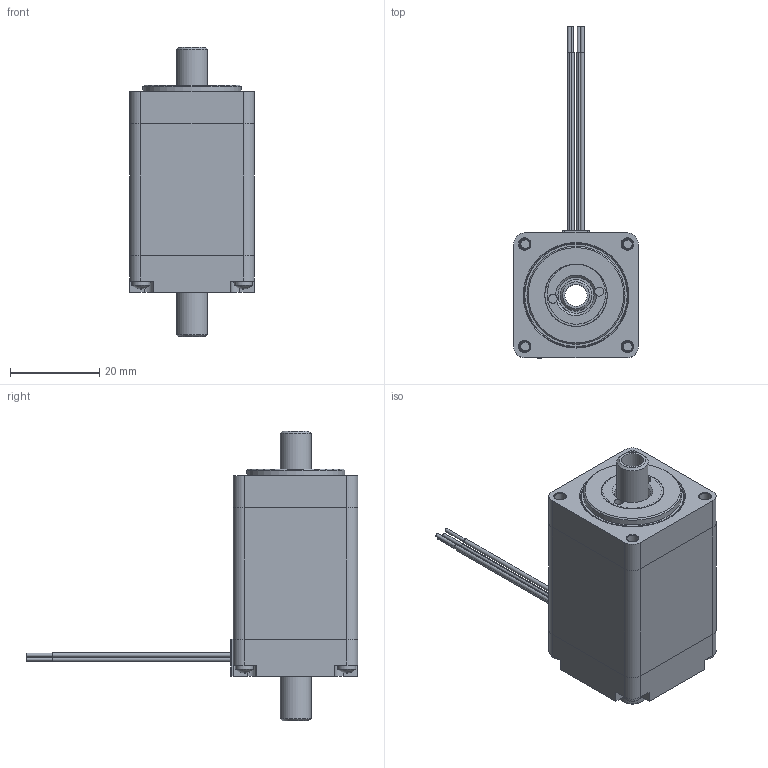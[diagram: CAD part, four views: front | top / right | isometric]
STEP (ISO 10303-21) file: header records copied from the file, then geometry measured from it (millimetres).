
FILE_DESCRIPTION(/* description */ (''),/* implementation_level */ '2;1');
FILE_NAME(/* name */ '11H2045-4D-100.stp',/* time_stamp */ '2020-08-24T14:23:20+08:00',/* author */ ('dzp-qch5853'),/* organization */ (''),/* preprocessor_version */ 'ST-DEVELOPER v16.1',/* originating_system */ 'Autodesk Inventor 2016',/* authorisation */ '');
FILE_SCHEMA (('AUTOMOTIVE_DESIGN { 1 0 10303 214 3 1 1 }'));
Products named in the file (15): 01-162-2引出线丝杆电机后盖; 07-009(687ZZ); ; 12-015-1(11H2034前骨架改); 12-053(PCB板); 09-007-1（红）; 09-007-2（红白）; 09-007-3（绿）; 09-007-4（绿白）; 12-054-1 2 3(后引出线骨架）; 02-149-1(11H2034 1A定子总成); 01-161-2丝杆电机前盖; 06-007预紧; 20单厚螺钉; 11H2033-4D-100-001
Assembly tree (17 placements, depth 3):
  11H2033-4D-100-001
    01-162-2引出线丝杆电机后盖
    07-009(687ZZ)
    02-149-1(11H2034 1A定子总成)
  
      12-015-1(11H2034前骨架改)
      12-053(PCB板)
      09-007-1（红）
      09-007-2（红白）
      09-007-3（绿）
      09-007-4（绿白）
      12-054-1 2 3(后引出线骨架）
    01-161-2丝杆电机前盖
    06-007预紧
    20单厚螺钉  x4
Bounding box: 28 x 74.5 x 65 mm (x, y, z)
Volume: 19581.1 mm3; surface area: 28841.8 mm2
Topology: 34 solids, 34 shells, 1823 faces, 5116 edges, 3390 vertices
Faces by surface type: plane 1024, cylinder 762, cone 23, bspline 10, sphere 4
Full cylindrical faces by diameter (mm): 0.8 x4, 1 x2, 1.2 x8, 2 x2, 2.2 x60, 2.5 x4, 2.8 x4, 3 x4, 4 x4, 5 x2, 7 x3, 8 x1, 8.1 x1, 11 x1, 14 x5, 16.92 x2, 17 x1, 17.8 x2, 22 x1, 23 x1
Entity records: 57091 total; most frequent: CARTESIAN_POINT 11426, DIRECTION 9652, ORIENTED_EDGE 9370, EDGE_CURVE 4685, AXIS2_PLACEMENT_3D 3256, VERTEX_POINT 3150, LINE 3140, VECTOR 3140
